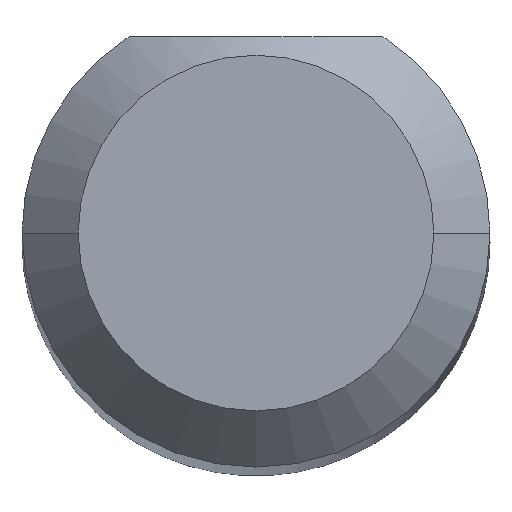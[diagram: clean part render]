
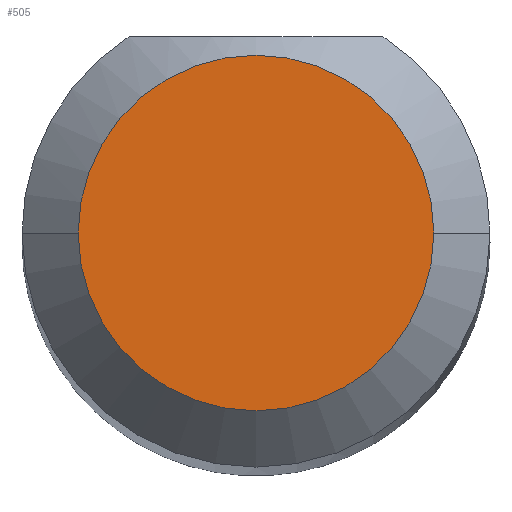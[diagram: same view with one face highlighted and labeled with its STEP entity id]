
A CAD part, top view. The second image highlights one B-rep face of the part: STEP entity #505.
In plain terms, the highlighted planar face has unit normal (0, 0, 1).
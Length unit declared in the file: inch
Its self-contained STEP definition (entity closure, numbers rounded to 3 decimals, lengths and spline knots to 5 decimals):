
#6 = DIRECTION ( 'NONE',  ( 0., 0., 1. ) ) ;
#70 = CARTESIAN_POINT ( 'NONE',  ( 0., 0., 1.5 ) ) ;
#75 = CARTESIAN_POINT ( 'NONE',  ( 0., 0., 1.5 ) ) ;
#121 = CARTESIAN_POINT ( 'NONE',  ( 0., 0., 1.5 ) ) ;
#124 = ORIENTED_EDGE ( 'NONE', *, *, #155, .T. ) ;
#128 = AXIS2_PLACEMENT_3D ( 'NONE', #75, #284, #405 ) ;
#155 = EDGE_CURVE ( 'NONE', #502, #320, #394, .T. ) ;
#157 = FACE_OUTER_BOUND ( 'NONE', #528, .T. ) ;
#187 = EDGE_CURVE ( 'NONE', #320, #502, #276, .T. ) ;
#237 = DIRECTION ( 'NONE',  ( 0., 0., 1. ) ) ;
#245 = ORIENTED_EDGE ( 'NONE', *, *, #187, .T. ) ;
#276 = CIRCLE ( 'NONE', #431, 0.0475 ) ;
#284 = DIRECTION ( 'NONE',  ( 0., 0., 1. ) ) ;
#287 = DIRECTION ( 'NONE',  ( 1., 0., 0. ) ) ;
#307 = AXIS2_PLACEMENT_3D ( 'NONE', #121, #6, #328 ) ;
#320 = VERTEX_POINT ( 'NONE', #377 ) ;
#328 = DIRECTION ( 'NONE',  ( 1., 0., 0. ) ) ;
#331 = CARTESIAN_POINT ( 'NONE',  ( -0.0475, 0., 1.5 ) ) ;
#377 = CARTESIAN_POINT ( 'NONE',  ( 0.0475, 0., 1.5 ) ) ;
#394 = CIRCLE ( 'NONE', #307, 0.0475 ) ;
#405 = DIRECTION ( 'NONE',  ( 1., 0., 0. ) ) ;
#431 = AXIS2_PLACEMENT_3D ( 'NONE', #70, #237, #287 ) ;
#494 = PLANE ( 'NONE',  #128 ) ;
#502 = VERTEX_POINT ( 'NONE', #331 ) ;
#505 = ADVANCED_FACE ( 'NONE', ( #157 ), #494, .T. ) ;
#528 = EDGE_LOOP ( 'NONE', ( #124, #245 ) ) ;
